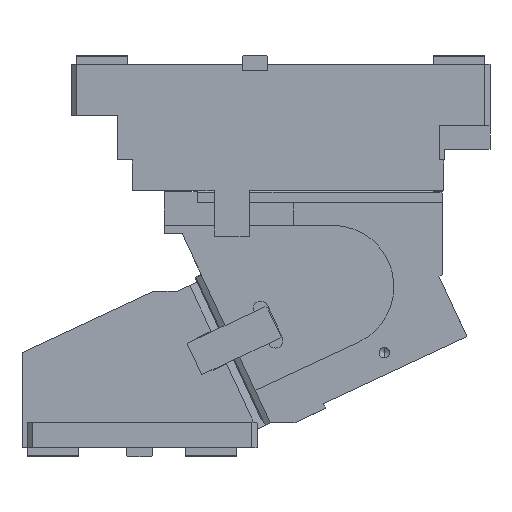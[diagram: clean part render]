
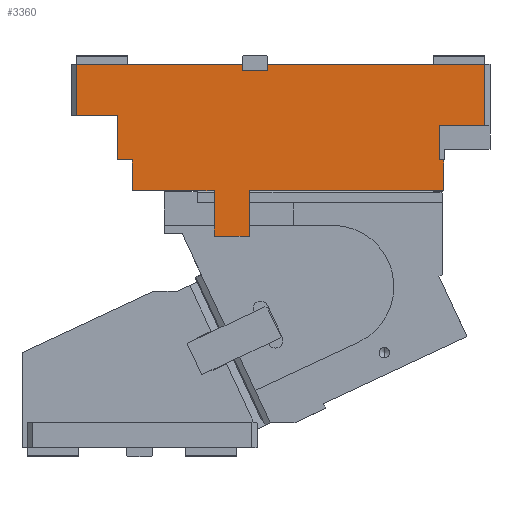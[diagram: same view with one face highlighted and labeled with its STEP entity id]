
A CAD part, front view. The second image highlights one B-rep face of the part: STEP entity #3360.
In plain terms, the highlighted planar face has unit normal (0, -1, 0).
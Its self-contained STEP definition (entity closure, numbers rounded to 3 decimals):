
#244=CARTESIAN_POINT('Vertex',(405.,-200.,-60.1)) ;
#247=CARTESIAN_POINT('Line Origine',(382.635,-200.,-60.1)) ;
#251=CARTESIAN_POINT('Vertex',(360.27,-200.,-60.1)) ;
#649=CARTESIAN_POINT('Vertex',(405.,-200.,0.)) ;
#811=CARTESIAN_POINT('Vertex',(192.5,-200.,0.)) ;
#814=CARTESIAN_POINT('Line Origine',(298.75,-200.,0.)) ;
#1973=CARTESIAN_POINT('Line Origine',(405.,-200.,-30.05)) ;
#2003=CARTESIAN_POINT('Vertex',(5.,-200.,-50.)) ;
#2006=CARTESIAN_POINT('Line Origine',(5.,-200.,-25.)) ;
#2010=CARTESIAN_POINT('Vertex',(5.,-200.,0.)) ;
#2390=CARTESIAN_POINT('Vertex',(45.,-200.,-93.49)) ;
#2393=CARTESIAN_POINT('Line Origine',(45.,-200.,-71.745)) ;
#2397=CARTESIAN_POINT('Vertex',(45.,-200.,-50.)) ;
#2423=CARTESIAN_POINT('Vertex',(59.85,-200.,-93.49)) ;
#2428=CARTESIAN_POINT('Line Origine',(52.425,-200.,-93.49)) ;
#2468=CARTESIAN_POINT('Vertex',(59.85,-200.,-123.49)) ;
#2471=CARTESIAN_POINT('Line Origine',(59.85,-200.,-108.49)) ;
#2610=CARTESIAN_POINT('Vertex',(140.35,-200.,-167.99)) ;
#2613=CARTESIAN_POINT('Line Origine',(140.35,-200.,-145.74)) ;
#2617=CARTESIAN_POINT('Vertex',(140.35,-200.,-123.49)) ;
#2643=CARTESIAN_POINT('Vertex',(174.35,-200.,-167.99)) ;
#2646=CARTESIAN_POINT('Line Origine',(157.35,-200.,-167.99)) ;
#2667=CARTESIAN_POINT('Vertex',(174.35,-200.,-123.49)) ;
#2670=CARTESIAN_POINT('Line Origine',(174.35,-200.,-145.74)) ;
#3120=CARTESIAN_POINT('Vertex',(364.85,-200.,-123.49)) ;
#3123=CARTESIAN_POINT('Line Origine',(269.6,-200.,-123.49)) ;
#3128=CARTESIAN_POINT('Line Origine',(134.1,-200.,-123.49)) ;
#3132=CARTESIAN_POINT('Vertex',(127.85,-200.,-123.49)) ;
#3135=CARTESIAN_POINT('Line Origine',(93.85,-200.,-123.49)) ;
#3193=CARTESIAN_POINT('Line Origine',(360.27,-200.,-76.795)) ;
#3197=CARTESIAN_POINT('Vertex',(360.27,-200.,-93.49)) ;
#3212=CARTESIAN_POINT('Line Origine',(362.56,-200.,-93.49)) ;
#3216=CARTESIAN_POINT('Vertex',(364.85,-200.,-93.49)) ;
#3263=CARTESIAN_POINT('Line Origine',(364.85,-200.,-108.49)) ;
#3282=CARTESIAN_POINT('Line Origine',(192.5,-200.,-3.)) ;
#3286=CARTESIAN_POINT('Vertex',(192.5,-200.,-6.)) ;
#3308=CARTESIAN_POINT('Axis2P3D Location',(208.85,-200.,-85.49)) ;
#3313=CARTESIAN_POINT('Line Origine',(167.5,-200.,-3.)) ;
#3317=CARTESIAN_POINT('Vertex',(167.5,-200.,0.)) ;
#3319=CARTESIAN_POINT('Vertex',(167.5,-200.,-6.)) ;
#3322=CARTESIAN_POINT('Line Origine',(86.25,-200.,0.)) ;
#3327=CARTESIAN_POINT('Line Origine',(25.,-200.,-50.)) ;
#3332=CARTESIAN_POINT('Line Origine',(180.,-200.,-6.)) ;
#248=DIRECTION('Vector Direction',(1.,0.,0.)) ;
#815=DIRECTION('Vector Direction',(1.,0.,0.)) ;
#1974=DIRECTION('Vector Direction',(0.,0.,1.)) ;
#2007=DIRECTION('Vector Direction',(0.,0.,-1.)) ;
#2394=DIRECTION('Vector Direction',(0.,0.,-1.)) ;
#2429=DIRECTION('Vector Direction',(-1.,0.,0.)) ;
#2472=DIRECTION('Vector Direction',(0.,0.,-1.)) ;
#2614=DIRECTION('Vector Direction',(0.,0.,1.)) ;
#2647=DIRECTION('Vector Direction',(1.,0.,0.)) ;
#2671=DIRECTION('Vector Direction',(0.,0.,1.)) ;
#3124=DIRECTION('Vector Direction',(-1.,0.,0.)) ;
#3129=DIRECTION('Vector Direction',(-1.,0.,0.)) ;
#3136=DIRECTION('Vector Direction',(1.,0.,0.)) ;
#3194=DIRECTION('Vector Direction',(0.,0.,1.)) ;
#3213=DIRECTION('Vector Direction',(1.,0.,0.)) ;
#3264=DIRECTION('Vector Direction',(0.,0.,-1.)) ;
#3283=DIRECTION('Vector Direction',(0.,0.,1.)) ;
#3309=DIRECTION('Axis2P3D Direction',(0.,1.,0.)) ;
#3310=DIRECTION('Axis2P3D XDirection',(0.,0.,1.)) ;
#3314=DIRECTION('Vector Direction',(0.,0.,-1.)) ;
#3323=DIRECTION('Vector Direction',(1.,0.,0.)) ;
#3328=DIRECTION('Vector Direction',(1.,0.,0.)) ;
#3333=DIRECTION('Vector Direction',(-1.,0.,0.)) ;
#3311=AXIS2_PLACEMENT_3D('Plane Axis2P3D',#3308,#3309,#3310) ;
#3338=ORIENTED_EDGE('',*,*,#3321,.F.) ;
#3339=ORIENTED_EDGE('',*,*,#3326,.F.) ;
#3340=ORIENTED_EDGE('',*,*,#2012,.T.) ;
#3341=ORIENTED_EDGE('',*,*,#3331,.T.) ;
#3342=ORIENTED_EDGE('',*,*,#2399,.T.) ;
#3343=ORIENTED_EDGE('',*,*,#2432,.F.) ;
#3344=ORIENTED_EDGE('',*,*,#2475,.T.) ;
#3345=ORIENTED_EDGE('',*,*,#3139,.T.) ;
#3346=ORIENTED_EDGE('',*,*,#3134,.T.) ;
#3347=ORIENTED_EDGE('',*,*,#2619,.F.) ;
#3348=ORIENTED_EDGE('',*,*,#2650,.T.) ;
#3349=ORIENTED_EDGE('',*,*,#2674,.T.) ;
#3350=ORIENTED_EDGE('',*,*,#3127,.T.) ;
#3351=ORIENTED_EDGE('',*,*,#3267,.T.) ;
#3352=ORIENTED_EDGE('',*,*,#3218,.T.) ;
#3353=ORIENTED_EDGE('',*,*,#3199,.T.) ;
#3354=ORIENTED_EDGE('',*,*,#253,.T.) ;
#3355=ORIENTED_EDGE('',*,*,#1977,.T.) ;
#3356=ORIENTED_EDGE('',*,*,#818,.F.) ;
#3357=ORIENTED_EDGE('',*,*,#3288,.F.) ;
#3358=ORIENTED_EDGE('',*,*,#3336,.T.) ;
#249=VECTOR('Line Direction',#248,1.) ;
#816=VECTOR('Line Direction',#815,1.) ;
#1975=VECTOR('Line Direction',#1974,1.) ;
#2008=VECTOR('Line Direction',#2007,1.) ;
#2395=VECTOR('Line Direction',#2394,1.) ;
#2430=VECTOR('Line Direction',#2429,1.) ;
#2473=VECTOR('Line Direction',#2472,1.) ;
#2615=VECTOR('Line Direction',#2614,1.) ;
#2648=VECTOR('Line Direction',#2647,1.) ;
#2672=VECTOR('Line Direction',#2671,1.) ;
#3125=VECTOR('Line Direction',#3124,1.) ;
#3130=VECTOR('Line Direction',#3129,1.) ;
#3137=VECTOR('Line Direction',#3136,1.) ;
#3195=VECTOR('Line Direction',#3194,1.) ;
#3214=VECTOR('Line Direction',#3213,1.) ;
#3265=VECTOR('Line Direction',#3264,1.) ;
#3284=VECTOR('Line Direction',#3283,1.) ;
#3315=VECTOR('Line Direction',#3314,1.) ;
#3324=VECTOR('Line Direction',#3323,1.) ;
#3329=VECTOR('Line Direction',#3328,1.) ;
#3334=VECTOR('Line Direction',#3333,1.) ;
#3360=ADVANCED_FACE('CAM HOLDER',(#3359),#3312,.F.) ;
#253=EDGE_CURVE('',#252,#245,#250,.T.) ;
#818=EDGE_CURVE('',#812,#650,#817,.T.) ;
#1977=EDGE_CURVE('',#245,#650,#1976,.T.) ;
#2012=EDGE_CURVE('',#2011,#2004,#2009,.T.) ;
#2399=EDGE_CURVE('',#2398,#2391,#2396,.T.) ;
#2432=EDGE_CURVE('',#2424,#2391,#2431,.T.) ;
#2475=EDGE_CURVE('',#2424,#2469,#2474,.T.) ;
#2619=EDGE_CURVE('',#2611,#2618,#2616,.T.) ;
#2650=EDGE_CURVE('',#2611,#2644,#2649,.T.) ;
#2674=EDGE_CURVE('',#2644,#2668,#2673,.T.) ;
#3127=EDGE_CURVE('',#2668,#3121,#3126,.F.) ;
#3134=EDGE_CURVE('',#3133,#2618,#3131,.F.) ;
#3139=EDGE_CURVE('',#2469,#3133,#3138,.T.) ;
#3199=EDGE_CURVE('',#3198,#252,#3196,.T.) ;
#3218=EDGE_CURVE('',#3217,#3198,#3215,.F.) ;
#3267=EDGE_CURVE('',#3121,#3217,#3266,.F.) ;
#3288=EDGE_CURVE('',#3287,#812,#3285,.T.) ;
#3321=EDGE_CURVE('',#3318,#3320,#3316,.T.) ;
#3326=EDGE_CURVE('',#2011,#3318,#3325,.T.) ;
#3331=EDGE_CURVE('',#2004,#2398,#3330,.T.) ;
#3336=EDGE_CURVE('',#3287,#3320,#3335,.T.) ;
#3337=EDGE_LOOP('',(#3338,#3339,#3340,#3341,#3342,#3343,#3344,#3345,#3346,#3347,#3348,#3349,#3350,#3351,#3352,#3353,#3354,#3355,#3356,#3357,#3358)) ;
#3359=FACE_OUTER_BOUND('',#3337,.T.) ;
#250=LINE('Line',#247,#249) ;
#817=LINE('Line',#814,#816) ;
#1976=LINE('Line',#1973,#1975) ;
#2009=LINE('Line',#2006,#2008) ;
#2396=LINE('Line',#2393,#2395) ;
#2431=LINE('Line',#2428,#2430) ;
#2474=LINE('Line',#2471,#2473) ;
#2616=LINE('Line',#2613,#2615) ;
#2649=LINE('Line',#2646,#2648) ;
#2673=LINE('Line',#2670,#2672) ;
#3126=LINE('Line',#3123,#3125) ;
#3131=LINE('Line',#3128,#3130) ;
#3138=LINE('Line',#3135,#3137) ;
#3196=LINE('Line',#3193,#3195) ;
#3215=LINE('Line',#3212,#3214) ;
#3266=LINE('Line',#3263,#3265) ;
#3285=LINE('Line',#3282,#3284) ;
#3316=LINE('Line',#3313,#3315) ;
#3325=LINE('Line',#3322,#3324) ;
#3330=LINE('Line',#3327,#3329) ;
#3335=LINE('Line',#3332,#3334) ;
#3312=PLANE('Plane',#3311) ;
#245=VERTEX_POINT('',#244) ;
#252=VERTEX_POINT('',#251) ;
#650=VERTEX_POINT('',#649) ;
#812=VERTEX_POINT('',#811) ;
#2004=VERTEX_POINT('',#2003) ;
#2011=VERTEX_POINT('',#2010) ;
#2391=VERTEX_POINT('',#2390) ;
#2398=VERTEX_POINT('',#2397) ;
#2424=VERTEX_POINT('',#2423) ;
#2469=VERTEX_POINT('',#2468) ;
#2611=VERTEX_POINT('',#2610) ;
#2618=VERTEX_POINT('',#2617) ;
#2644=VERTEX_POINT('',#2643) ;
#2668=VERTEX_POINT('',#2667) ;
#3121=VERTEX_POINT('',#3120) ;
#3133=VERTEX_POINT('',#3132) ;
#3198=VERTEX_POINT('',#3197) ;
#3217=VERTEX_POINT('',#3216) ;
#3287=VERTEX_POINT('',#3286) ;
#3318=VERTEX_POINT('',#3317) ;
#3320=VERTEX_POINT('',#3319) ;
